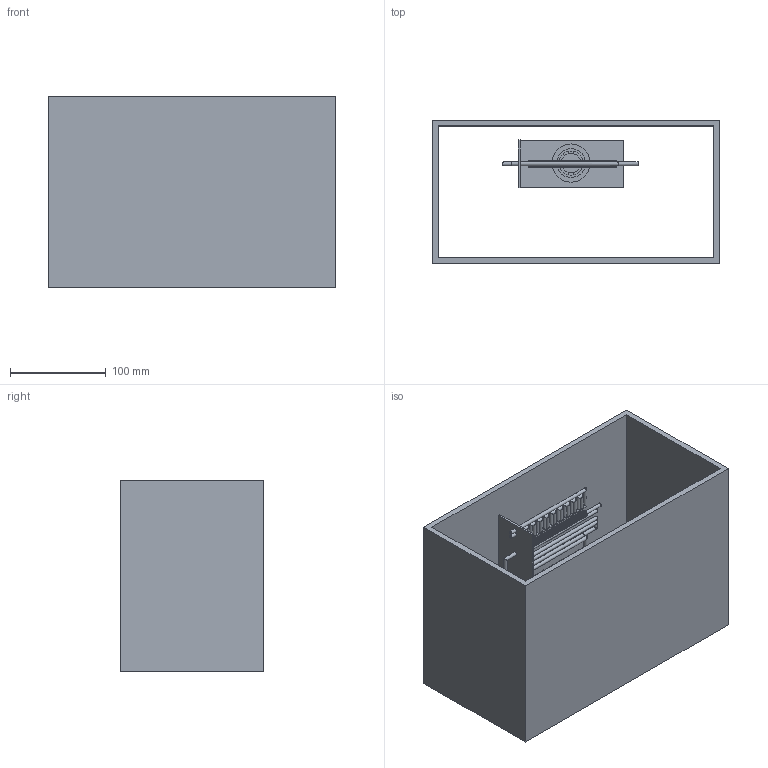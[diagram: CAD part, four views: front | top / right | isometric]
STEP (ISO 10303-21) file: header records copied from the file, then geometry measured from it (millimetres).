
FILE_DESCRIPTION(/* description */ (''),/* implementation_level */ '2;1');
FILE_NAME(/* name */ 'Boiler Stove v6.step',/* time_stamp */ '2022-10-29T16:10:02+05:30',/* author */ (''),/* organization */ (''),/* preprocessor_version */ 'ST-DEVELOPER v19.2',/* originating_system */ 'Autodesk Translation Framework v11.17.0.187',/* authorisation */ '');
FILE_SCHEMA (('AUTOMOTIVE_DESIGN { 1 0 10303 214 3 1 1 }'));
Length unit declared in the file: millimetre
Products named in the file (1): Boiler Stove
Bounding box: 300 x 150 x 200 mm (x, y, z)
Volume: 1129097 mm3; surface area: 462871 mm2
Topology: 8 solids, 9 shells, 882 faces, 1646 edges, 1100 vertices
Faces by surface type: plane 366, cylinder 360, torus 156
Full cylindrical faces by diameter (mm): 1 x4, 2 x94, 4 x255, 20.396 x1, 25.06 x1, 30.067 x1, 39.924 x1, 39.933 x1
Entity records: 22728 total; most frequent: DIRECTION 4622, CARTESIAN_POINT 3646, ORIENTED_EDGE 3292, AXIS2_PLACEMENT_3D 2094, EDGE_CURVE 1646, EDGE_LOOP 1212, VERTEX_POINT 1100, FACE_OUTER_BOUND 882
